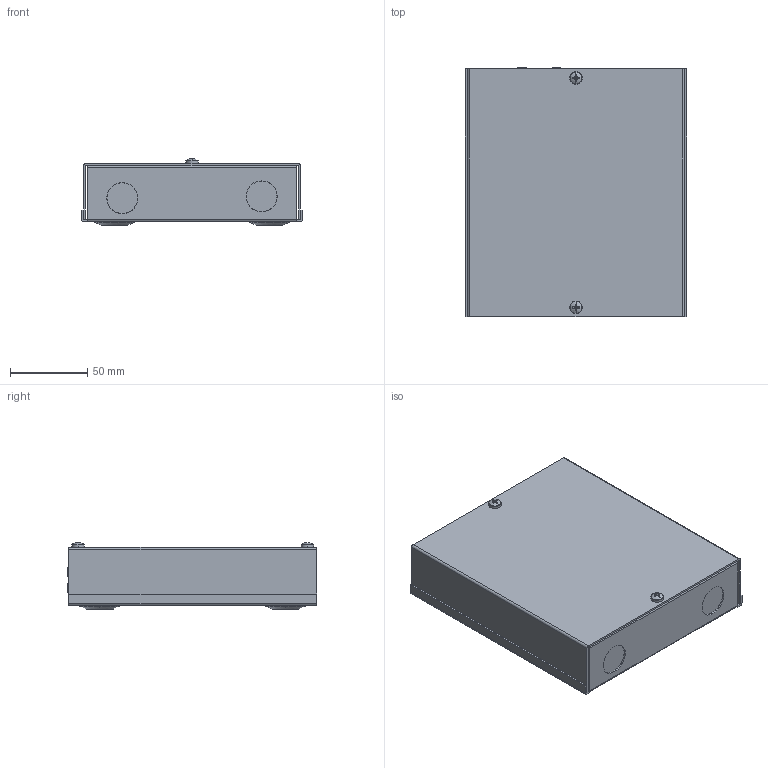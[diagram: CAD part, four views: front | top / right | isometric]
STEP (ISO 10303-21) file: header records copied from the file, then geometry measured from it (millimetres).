
FILE_DESCRIPTION (( 'STEP AP214' ), '1' );
FILE_NAME ('BRA-C1.STEP', '2021-07-30T09:34:29', ( '' ), ( '' ), 'SwSTEP 2.0', 'SolidWorks 2020', '' );
FILE_SCHEMA (( 'AUTOMOTIVE_DESIGN' ));
Length unit declared in the file: millimetre
Products named in the file (13): ISO 7046-1 - M3 x 16 - Z - 16S_ISO 7046-1 - M3 x 16 - Z - 16S; ISO - 4036 - M3 - N_ISO - 4036 - M3 - N; Parte 2 Deviatore a Rotella Panasonic AM5; MP0983-COVER_160x140x36 RAIL SOUDES; ISO 7045 - M4 x 8 - Z - 8S_ISO 7045 - M4 x 8 - Z - 8S; Parte 1 Deviatore a Rotella Panasonic AM5; LB0214-TB STICKER; LB0211-AREA STICKER; BRA-C1; Deviatore a Rotella Panasonic AM5_LIBRE; Parte 3 Deviatore a Rotella Panasonic AM5; MP0982-CASING_160x140x40 rails soud‚s; Parte 4 Deviatore a Rotella Panasonic AM5
Assembly tree (16 placements, depth 3):
  BRA-C1
    MP0982-CASING_160x140x40 rails soud‚s
    MP0983-COVER_160x140x36 RAIL SOUDES
    ISO 7045 - M4 x 8 - Z - 8S_ISO 7045 - M4 x 8 - Z - 8S  x2
    Deviatore a Rotella Panasonic AM5_LIBRE
      Parte 1 Deviatore a Rotella Panasonic AM5
      Parte 2 Deviatore a Rotella Panasonic AM5
      Parte 3 Deviatore a Rotella Panasonic AM5
      Parte 4 Deviatore a Rotella Panasonic AM5
    LB0211-AREA STICKER
    ISO 7046-1 - M3 x 16 - Z - 16S_ISO 7046-1 - M3 x 16 - Z - 16S  x2
    ISO - 4036 - M3 - N_ISO - 4036 - M3 - N  x2
    LB0214-TB STICKER  x2
Bounding box: 143 x 160.9 x 43.02 mm (x, y, z)
Volume: 93705.3 mm3; surface area: 181649.6 mm2
Topology: 22 solids, 22 shells, 1333 faces, 3928 edges, 2722 vertices
Faces by surface type: plane 531, cone 378, cylinder 318, torus 56, bspline 46, sphere 4
Entity records: 43695 total; most frequent: CARTESIAN_POINT 14431, ORIENTED_EDGE 6164, DIRECTION 5536, EDGE_CURVE 3082, VERTEX_POINT 2201, AXIS2_PLACEMENT_3D 1939, VECTOR 1658, LINE 1658
